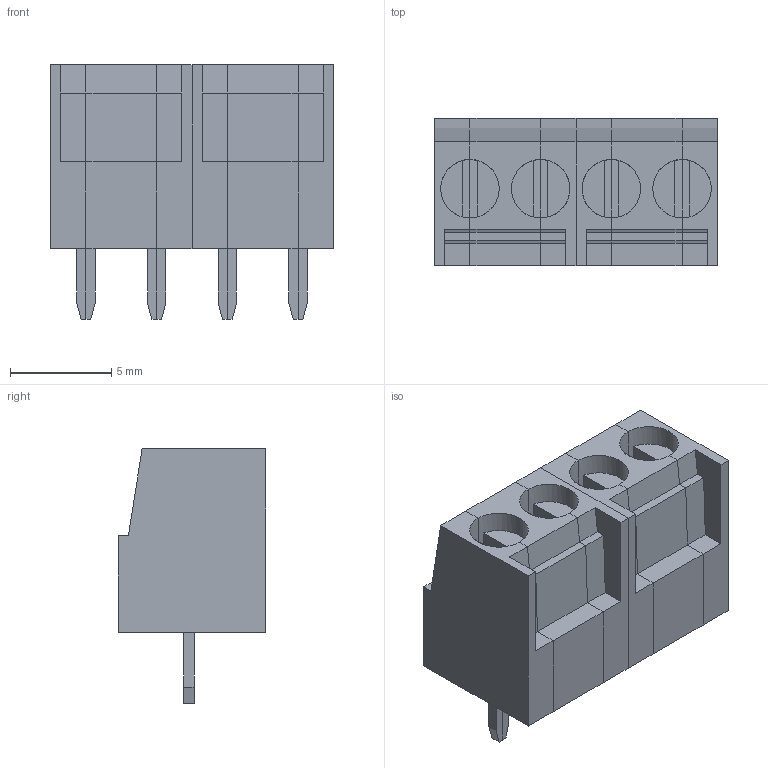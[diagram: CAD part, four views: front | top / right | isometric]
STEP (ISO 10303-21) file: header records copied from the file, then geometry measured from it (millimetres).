
FILE_DESCRIPTION( ( 'Unknown' ), '1' );
FILE_NAME( '691243110004.stp', 'Unknown', ( 'Unknown' ), ( 'Unknown' ), 'PSStep 18.0.17', 'Unknown', ' ' );
FILE_SCHEMA( ( 'AUTOMOTIVE_DESIGN { 1 0 10303 214 1 1 1 1 }' ) );
Length unit declared in the file: millimetre
Products named in the file (5): 691243110002; CPA3.5_DX; CPA3.5_SX; Assem1
Assembly tree (5 placements, depth 3):
  Assem1
    691243110002  x2
      CPA3.5_DX
      691243110002
      CPA3.5_SX
Bounding box: 14 x 7.3 x 12.6 mm (x, y, z)
Volume: 685.5 mm3; surface area: 1319.2 mm2
Topology: 6 solids, 6 shells, 284 faces, 800 edges, 528 vertices
Faces by surface type: plane 276, cylinder 8
Entity records: 5734 total; most frequent: CARTESIAN_POINT 813, ORIENTED_EDGE 800, DIRECTION 714, EDGE_CURVE 400, LINE 384, VECTOR 384, VERTEX_POINT 264, AXIS2_PLACEMENT_3D 165
